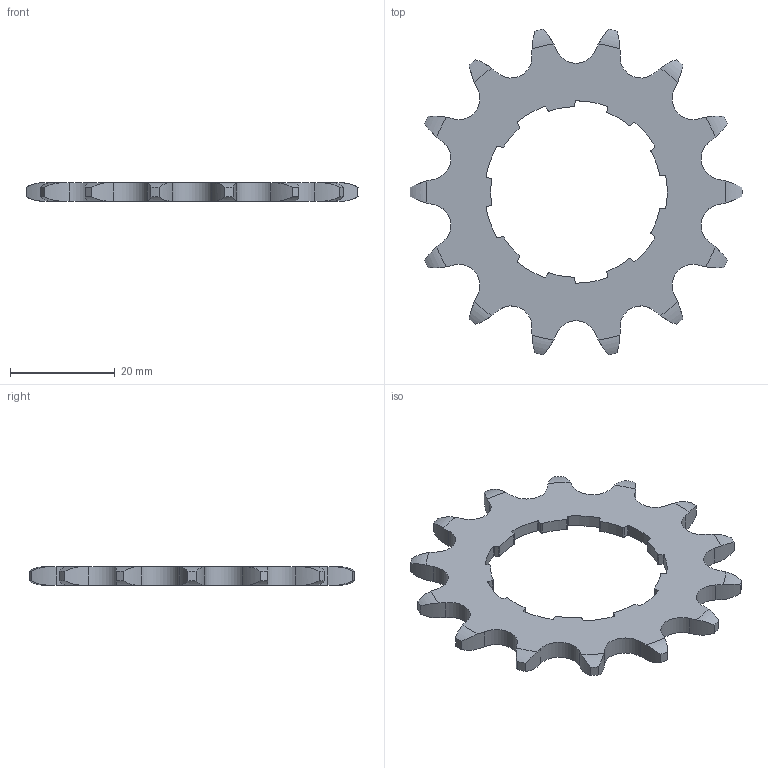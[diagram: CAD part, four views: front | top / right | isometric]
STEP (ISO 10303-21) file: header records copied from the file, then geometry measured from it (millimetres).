
FILE_DESCRIPTION(/* description */ (''),/* implementation_level */ '2;1');
FILE_NAME(/* name */ 'Roller Chain Sprocket1.stp',/* time_stamp */ '2020-06-03T20:26:48+02:00',/* author */ ('Avlin'),/* organization */ (''),/* preprocessor_version */ 'ST-DEVELOPER v18.1',/* originating_system */ 'Autodesk Inventor 2020',/* authorisation */ '');
FILE_SCHEMA (('AUTOMOTIVE_DESIGN { 1 0 10303 214 3 1 1 }'));
Length unit declared in the file: millimetre
Products named in the file (1): Roller Chain Sprocket1
Bounding box: 63.26 x 62.02 x 3.5 mm (x, y, z)
Volume: 4438.9 mm3; surface area: 4154.1 mm2
Topology: 1 solids, 1 shells, 162 faces, 481 edges, 322 vertices
Faces by surface type: cylinder 110, torus 30, plane 21, cone 1
Entity records: 5824 total; most frequent: CARTESIAN_POINT 1280, DIRECTION 1011, ORIENTED_EDGE 962, EDGE_CURVE 481, AXIS2_PLACEMENT_3D 423, VERTEX_POINT 322, CIRCLE 260, EDGE_LOOP 165
